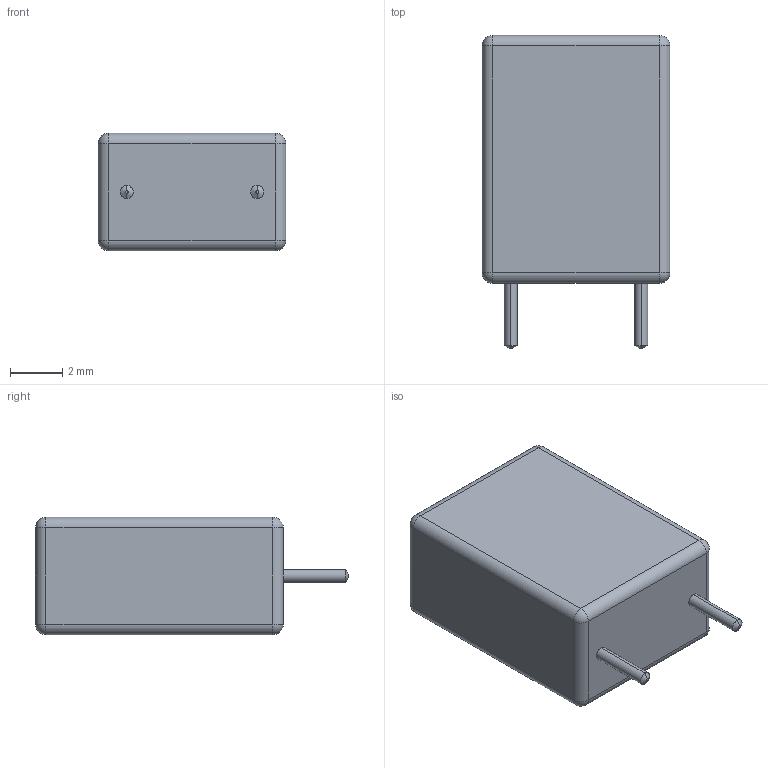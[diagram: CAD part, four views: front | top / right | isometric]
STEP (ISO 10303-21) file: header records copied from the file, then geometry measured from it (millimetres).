
FILE_DESCRIPTION(('FreeCAD Model'),'2;1');
FILE_NAME('BOX_MED.STEP', '2018-10-07T20:40:43',('Author'),(''), 'Open CASCADE STEP processor 7.2','FreeCAD','Unknown');
FILE_SCHEMA(('AUTOMOTIVE_DESIGN { 1 0 10303 214 1 1 1 1 }'));
Length unit declared in the file: millimetre
Products named in the file (1): User_Library-WIMA_Capacitor
Bounding box: 7.2 x 12 x 4.5 mm (x, y, z)
Volume: 305.9 mm3; surface area: 279.9 mm2
Topology: 1 solids, 1 shells, 36 faces, 76 edges, 36 vertices
Faces by surface type: cylinder 16, plane 8, sphere 8, cone 4
Entity records: 2376 total; most frequent: CARTESIAN_POINT 661, DIRECTION 295, LINE 145, VECTOR 145, ORIENTED_EDGE 136, PCURVE 136, DEFINITIONAL_REPRESENTATION 136, AXIS2_PLACEMENT_3D 73
